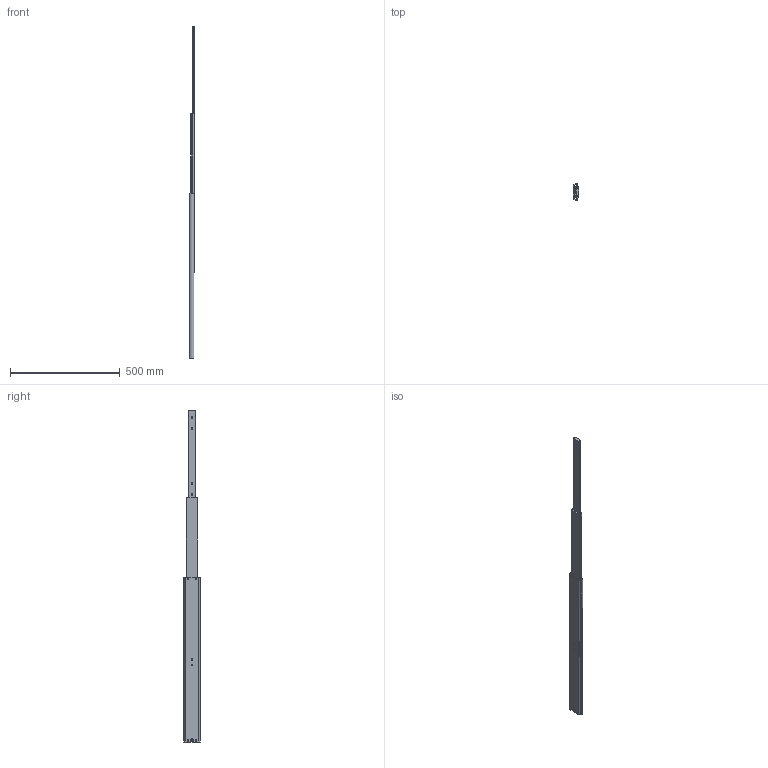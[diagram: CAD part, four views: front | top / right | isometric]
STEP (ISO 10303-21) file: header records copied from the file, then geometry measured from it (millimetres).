
FILE_DESCRIPTION (( 'STEP AP214' ), '1' );
FILE_NAME ('FR_5426.0750mm_30inch_open.STEP', '2022-10-17T08:49:43', ( '' ), ( '' ), 'SwSTEP 2.0', 'SolidWorks 2020', '' );
FILE_SCHEMA (( 'AUTOMOTIVE_DESIGN' ));
Length unit declared in the file: millimetre
Products named in the file (9): FR_5426.0750mm_30inch_open; 5426.XXX-02.T092_NL  750; FR 5426 MIDDLE STOP; 5426.XXX-01.T092_NL  750; 5426.XXX-03.T092_NL  750; FR 5426 CABINET STOP
Assembly tree (8 placements, depth 3):
  FR_5426.0750mm_30inch_open
    5426.XXX-01.T092_NL  750
      5426.XXX-01.T092_NL  750
      FR 5426 CABINET STOP
    5426.XXX-02.T092_NL  750
      5426.XXX-02.T092_NL  750
      FR 5426 MIDDLE STOP
    5426.XXX-03.T092_NL  750
      5426.XXX-03.T092_NL  750
Bounding box: 26 x 74.93 x 1510 mm (x, y, z)
Volume: 846250.1 mm3; surface area: 348903.7 mm2
Topology: 5 solids, 5 shells, 154 faces, 386 edges, 242 vertices
Faces by surface type: cylinder 70, plane 58, cone 26
Entity records: 5128 total; most frequent: DIRECTION 892, CARTESIAN_POINT 796, ORIENTED_EDGE 772, EDGE_CURVE 386, AXIS2_PLACEMENT_3D 338, VERTEX_POINT 242, VECTOR 216, LINE 216
